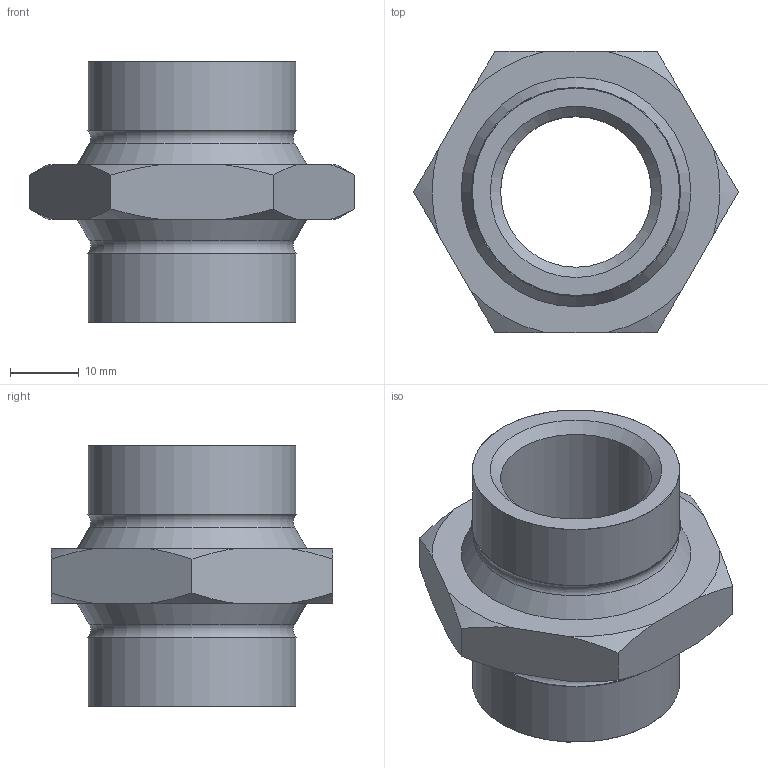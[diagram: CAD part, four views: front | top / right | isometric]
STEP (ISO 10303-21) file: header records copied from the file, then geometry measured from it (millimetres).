
FILE_DESCRIPTION(( 'RX.12.100.100N.STP' ), '1');
FILE_NAME( 'RX.12.100.100N.STP', '2018-10-10T10:53:40',( 'Sopra'),('sopra-pneumatic.com'), 'SwSTEP 2.0','SolidWorks 2009','' );
FILE_SCHEMA (('AUTOMOTIVE_DESIGN { 1 0 10303 214 1 1 1 1 }'));
Length unit declared in the file: millimetre
Bounding box: 47.34 x 41 x 38 mm (x, y, z)
Volume: 18790.2 mm3; surface area: 8390 mm2
Topology: 1 solids, 1 shells, 35 faces, 87 edges, 58 vertices
Faces by surface type: cone 17, plane 12, torus 3, cylinder 3
Full cylindrical faces by diameter (mm): 22 x1, 30.291 x2
Entity records: 1686 total; most frequent: DIRECTION 192, CARTESIAN_POINT 157, PRESENTATION_STYLE_ASSIGNMENT 141, COLOUR_RGB 141, DRAUGHTING_PRE_DEFINED_CURVE_FONT 140, CURVE_STYLE 140, OVER_RIDING_STYLED_ITEM 140, ORIENTED_EDGE 140
